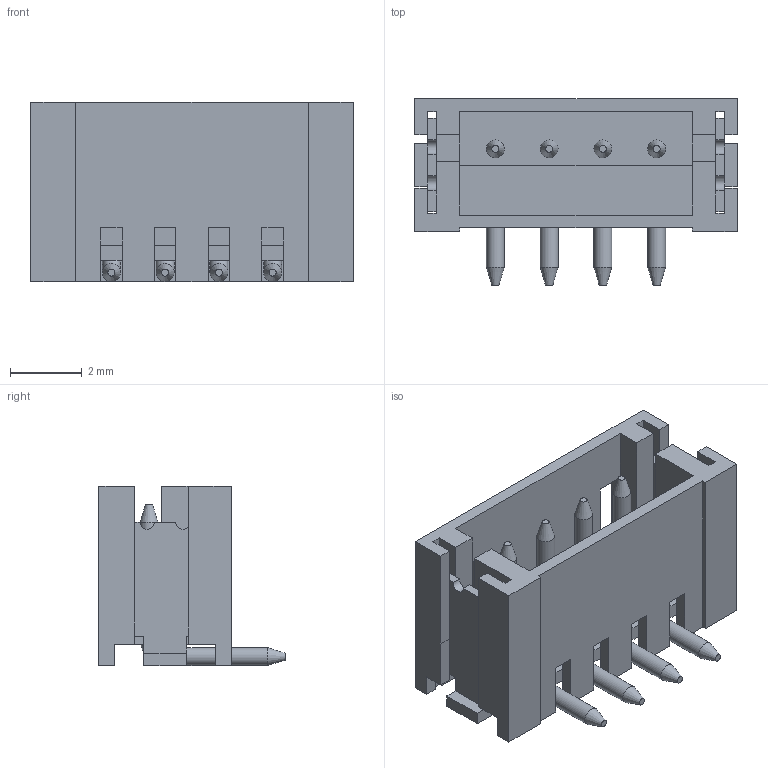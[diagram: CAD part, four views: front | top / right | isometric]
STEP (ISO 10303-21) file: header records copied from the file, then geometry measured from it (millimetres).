
FILE_DESCRIPTION(('FreeCAD Model'),'2;1');
FILE_NAME('JST B4B-ZR-SM4-TF.step','2020-04-19T12:40:24',('Author'),(''), 'Open CASCADE STEP processor 7.3','FreeCAD','Unknown');
FILE_SCHEMA(('AUTOMOTIVE_DESIGN { 1 0 10303 214 1 1 1 1 }'));
Length unit declared in the file: millimetre
Products named in the file (6): JST_B2B-ZR-SM4-TF; PlasticBody; SidePlate; Pins; Pin; Side_palte_right
Assembly tree (8 placements, depth 3):
  JST_B2B-ZR-SM4-TF
    PlasticBody
    SidePlate
    Pins
      Pin  x4
    Side_palte_right
Bounding box: 9 x 5.2 x 5 mm (x, y, z)
Volume: 76.1 mm3; surface area: 393.8 mm2
Topology: 7 solids, 7 shells, 144 faces, 392 edges, 250 vertices
Faces by surface type: plane 120, cylinder 12, cone 8, torus 4
Full cylindrical faces by diameter (mm): 0.5 x8
Entity records: 4107 total; most frequent: CARTESIAN_POINT 711, ORIENTED_EDGE 706, DIRECTION 634, EDGE_CURVE 353, LINE 336, VECTOR 336, VERTEX_POINT 226, AXIS2_PLACEMENT_3D 149
